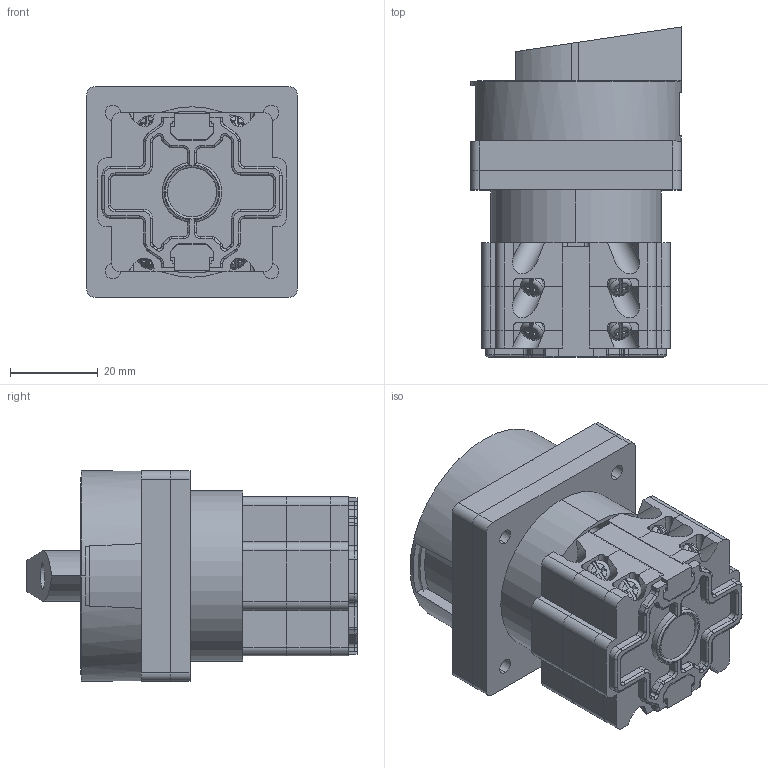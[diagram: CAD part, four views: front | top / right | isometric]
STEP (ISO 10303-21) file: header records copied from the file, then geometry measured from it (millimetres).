
FILE_DESCRIPTION (( 'STEP AP214' ), '1' );
FILE_NAME ('Ñáîðêà 2 êîíòàêòíûõ ðÿäà 4G20 S6.STEP', '2024-03-30T05:36:23', ( '' ), ( '' ), 'SwSTEP 2.0', 'SolidWorks 2022', '' );
FILE_SCHEMA (( 'AUTOMOTIVE_DESIGN' ));
Length unit declared in the file: millimetre
Products named in the file (10): Сборка 2 контактных ряда 4G20 S6; Контактный вверх винт _4g20 1; Направляющая 2; Контактный низ _4g20 1; Проставка экрана; Бобышка для экрана Скруг; Рычаг скруг; Контактный вверх _4g20 1; Вверх рубильника Скруг; Ось
Assembly tree (10 placements, depth 3):
  Сборка 2 контактных ряда 4G20 S6
    Вверх рубильника Скруг
      Рычаг скруг
      Бобышка для экрана Скруг
    Контактный вверх _4g20 1
    Контактный вверх винт _4g20 1
    Контактный низ _4g20 1
    Направляющая 2  x2
    Ось
    Проставка экрана
Bounding box: 48 x 75.1 x 48 mm (x, y, z)
Volume: 87935.8 mm3; surface area: 43429 mm2
Topology: 9 solids, 9 shells, 793 faces, 2240 edges, 1452 vertices
Faces by surface type: plane 418, cylinder 249, torus 74, cone 48, bspline 4
Entity records: 28586 total; most frequent: CARTESIAN_POINT 6318, ORIENTED_EDGE 4384, DIRECTION 4203, EDGE_CURVE 2192, AXIS2_PLACEMENT_3D 1479, VERTEX_POINT 1420, VECTOR 1245, LINE 1245
